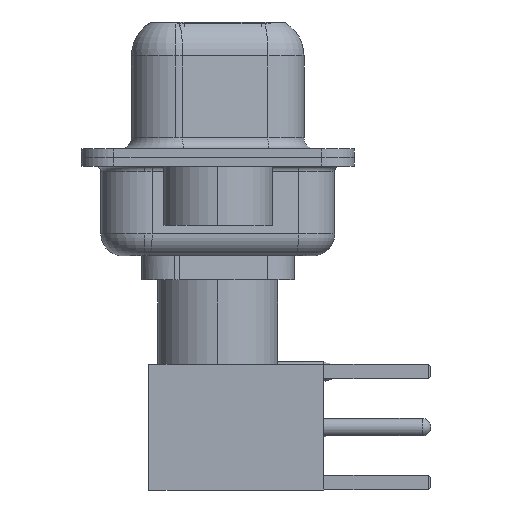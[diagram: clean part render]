
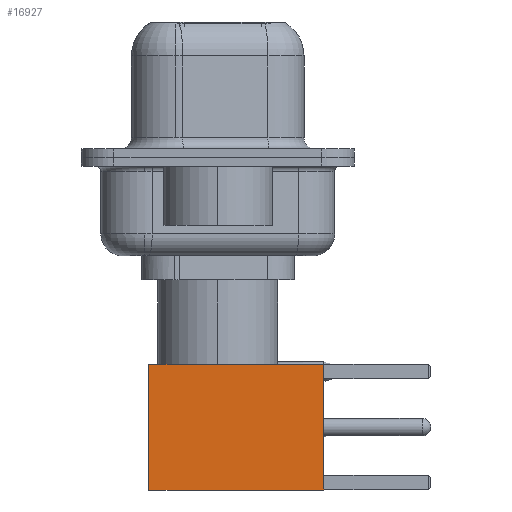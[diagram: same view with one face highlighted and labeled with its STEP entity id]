
A CAD part, left-side view. The second image highlights one B-rep face of the part: STEP entity #16927.
In plain terms, the highlighted face is planar.
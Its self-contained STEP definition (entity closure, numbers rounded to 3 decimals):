
#231 = VECTOR ( 'NONE', #366, 1000. ) ;
#366 = DIRECTION ( 'NONE',  ( -1., 0., 0. ) ) ;
#911 = CARTESIAN_POINT ( 'NONE',  ( -2.875, 2.875, 0. ) ) ;
#1592 = ORIENTED_EDGE ( 'NONE', *, *, #9286, .F. ) ;
#1941 = VECTOR ( 'NONE', #4042, 1000. ) ;
#3682 = CARTESIAN_POINT ( 'NONE',  ( 0., 2.875, 0. ) ) ;
#4042 = DIRECTION ( 'NONE',  ( 0., 0., -1. ) ) ;
#5591 = EDGE_CURVE ( 'NONE', #15119, #16956, #19357, .T. ) ;
#5847 = FACE_OUTER_BOUND ( 'NONE', #8472, .T. ) ;
#6281 = CARTESIAN_POINT ( 'NONE',  ( 2.875, 2.875, 8. ) ) ;
#6355 = EDGE_CURVE ( 'NONE', #15119, #15812, #10891, .T. ) ;
#7176 = EDGE_CURVE ( 'NONE', #15812, #12547, #11827, .T. ) ;
#7345 = PLANE ( 'NONE',  #17395 ) ;
#8472 = EDGE_LOOP ( 'NONE', ( #15649, #14896, #1592, #10863 ) ) ;
#8721 = VECTOR ( 'NONE', #19572, 1000. ) ;
#9286 = EDGE_CURVE ( 'NONE', #16956, #12547, #15615, .T. ) ;
#10807 = CARTESIAN_POINT ( 'NONE',  ( -2.875, 2.875, 0. ) ) ;
#10863 = ORIENTED_EDGE ( 'NONE', *, *, #5591, .F. ) ;
#10891 = LINE ( 'NONE', #12614, #11503 ) ;
#11503 = VECTOR ( 'NONE', #14222, 1000. ) ;
#11603 = CARTESIAN_POINT ( 'NONE',  ( 2.875, 2.875, 0. ) ) ;
#11827 = LINE ( 'NONE', #3682, #231 ) ;
#12381 = DIRECTION ( 'NONE',  ( 0., 1., 0. ) ) ;
#12547 = VERTEX_POINT ( 'NONE', #10807 ) ;
#12614 = CARTESIAN_POINT ( 'NONE',  ( 2.875, 2.875, 0. ) ) ;
#13878 = CARTESIAN_POINT ( 'NONE',  ( 2.875, 2.875, 0. ) ) ;
#14222 = DIRECTION ( 'NONE',  ( 0., 0., -1. ) ) ;
#14517 = CARTESIAN_POINT ( 'NONE',  ( 0., 2.875, 8. ) ) ;
#14896 = ORIENTED_EDGE ( 'NONE', *, *, #7176, .T. ) ;
#15119 = VERTEX_POINT ( 'NONE', #6281 ) ;
#15615 = LINE ( 'NONE', #911, #1941 ) ;
#15649 = ORIENTED_EDGE ( 'NONE', *, *, #6355, .T. ) ;
#15812 = VERTEX_POINT ( 'NONE', #11603 ) ;
#16893 = DIRECTION ( 'NONE',  ( 0., 0., 1. ) ) ;
#16927 = ADVANCED_FACE ( 'NONE', ( #5847 ), #7345, .T. ) ;
#16956 = VERTEX_POINT ( 'NONE', #18604 ) ;
#17395 = AXIS2_PLACEMENT_3D ( 'NONE', #13878, #12381, #16893 ) ;
#18604 = CARTESIAN_POINT ( 'NONE',  ( -2.875, 2.875, 8. ) ) ;
#19357 = LINE ( 'NONE', #14517, #8721 ) ;
#19572 = DIRECTION ( 'NONE',  ( -1., 0., 0. ) ) ;
